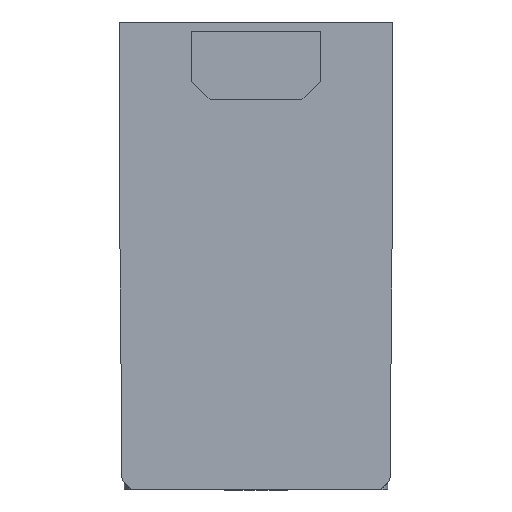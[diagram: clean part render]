
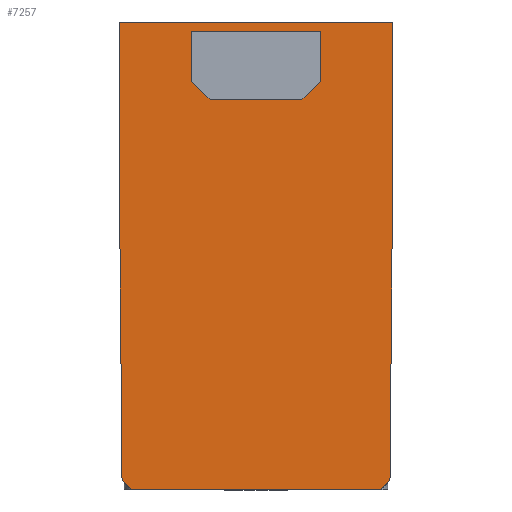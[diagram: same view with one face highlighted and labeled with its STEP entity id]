
A CAD part, left-side view. The second image highlights one B-rep face of the part: STEP entity #7257.
In plain terms, the highlighted planar face has unit normal (-1, 0, 0).
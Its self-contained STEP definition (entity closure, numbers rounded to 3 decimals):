
#151=DIRECTION('',(0.,0.,-1.));
#152=VECTOR('',#151,12.);
#153=CARTESIAN_POINT('',(-15.15,7.325,25.2));
#154=LINE('',#153,#152);
#365=DIRECTION('',(0.,0.,-1.));
#366=VECTOR('',#365,12.);
#367=CARTESIAN_POINT('',(-15.15,-7.325,25.2));
#368=LINE('',#367,#366);
#369=DIRECTION('',(0.,0.009,-1.));
#370=VECTOR('',#369,12.696);
#371=CARTESIAN_POINT('',(-15.15,-7.325,13.2));
#372=LINE('',#371,#370);
#373=DIRECTION('',(0.,0.707,-0.707));
#374=VECTOR('',#373,0.713);
#375=CARTESIAN_POINT('',(-15.15,-7.214,0.504));
#376=LINE('',#375,#374);
#377=DIRECTION('',(0.,0.707,0.707));
#378=VECTOR('',#377,0.713);
#379=CARTESIAN_POINT('',(-15.15,6.71,0.));
#380=LINE('',#379,#378);
#381=DIRECTION('',(0.,0.009,1.));
#382=VECTOR('',#381,12.696);
#383=CARTESIAN_POINT('',(-15.15,7.214,0.504));
#384=LINE('',#383,#382);
#385=DIRECTION('',(0.,-1.,0.));
#386=VECTOR('',#385,14.65);
#387=CARTESIAN_POINT('',(-15.15,7.325,25.2));
#388=LINE('',#387,#386);
#389=DIRECTION('',(0.,1.,0.));
#390=VECTOR('',#389,6.95);
#391=CARTESIAN_POINT('',(-15.15,-3.475,24.7));
#392=LINE('',#391,#390);
#393=DIRECTION('',(0.,0.,-1.));
#394=VECTOR('',#393,2.7);
#395=CARTESIAN_POINT('',(-15.15,3.475,24.7));
#396=LINE('',#395,#394);
#397=DIRECTION('',(0.,-0.707,-0.707));
#398=VECTOR('',#397,1.414);
#399=CARTESIAN_POINT('',(-15.15,3.475,22.));
#400=LINE('',#399,#398);
#401=DIRECTION('',(0.,-1.,0.));
#402=VECTOR('',#401,4.95);
#403=CARTESIAN_POINT('',(-15.15,2.475,21.));
#404=LINE('',#403,#402);
#405=DIRECTION('',(0.,-0.707,0.707));
#406=VECTOR('',#405,1.414);
#407=CARTESIAN_POINT('',(-15.15,-2.475,21.));
#408=LINE('',#407,#406);
#409=DIRECTION('',(0.,0.,1.));
#410=VECTOR('',#409,2.7);
#411=CARTESIAN_POINT('',(-15.15,-3.475,22.));
#412=LINE('',#411,#410);
#4375=DIRECTION('',(0.,-1.,0.));
#4376=VECTOR('',#4375,13.42);
#4377=CARTESIAN_POINT('',(-15.15,6.71,0.));
#4378=LINE('',#4377,#4376);
#5437=CARTESIAN_POINT('',(-15.15,7.325,13.2));
#5438=VERTEX_POINT('',#5437);
#5439=CARTESIAN_POINT('',(-15.15,7.214,0.504));
#5440=VERTEX_POINT('',#5439);
#5527=CARTESIAN_POINT('',(-15.15,7.325,25.2));
#5528=VERTEX_POINT('',#5527);
#5633=CARTESIAN_POINT('',(-15.15,-7.214,0.504));
#5634=VERTEX_POINT('',#5633);
#5635=CARTESIAN_POINT('',(-15.15,-7.325,13.2));
#5636=VERTEX_POINT('',#5635);
#5649=CARTESIAN_POINT('',(-15.15,-7.325,25.2));
#5650=VERTEX_POINT('',#5649);
#5659=CARTESIAN_POINT('',(-15.15,-6.71,0.));
#5660=VERTEX_POINT('',#5659);
#5661=CARTESIAN_POINT('',(-15.15,6.71,0.));
#5662=VERTEX_POINT('',#5661);
#5663=CARTESIAN_POINT('',(-15.15,-3.475,24.7));
#5664=CARTESIAN_POINT('',(-15.15,3.475,24.7));
#5665=VERTEX_POINT('',#5663);
#5666=VERTEX_POINT('',#5664);
#5667=CARTESIAN_POINT('',(-15.15,3.475,22.));
#5668=VERTEX_POINT('',#5667);
#5669=CARTESIAN_POINT('',(-15.15,2.475,21.));
#5670=VERTEX_POINT('',#5669);
#5671=CARTESIAN_POINT('',(-15.15,-2.475,21.));
#5672=VERTEX_POINT('',#5671);
#5673=CARTESIAN_POINT('',(-15.15,-3.475,22.));
#5674=VERTEX_POINT('',#5673);
#7224=CARTESIAN_POINT('',(-15.15,7.325,24.7));
#7225=DIRECTION('',(1.,0.,0.));
#7226=DIRECTION('',(0.,1.,0.));
#7227=AXIS2_PLACEMENT_3D('',#7224,#7225,#7226);
#7228=PLANE('',#7227);
#7229=ORIENTED_EDGE('',*,*,#7197,.T.);
#7230=ORIENTED_EDGE('',*,*,#7090,.T.);
#7232=ORIENTED_EDGE('',*,*,#7231,.T.);
#7234=ORIENTED_EDGE('',*,*,#7233,.F.);
#7236=ORIENTED_EDGE('',*,*,#7235,.T.);
#7237=ORIENTED_EDGE('',*,*,#6674,.T.);
#7238=ORIENTED_EDGE('',*,*,#6872,.F.);
#7240=ORIENTED_EDGE('',*,*,#7239,.T.);
#7241=EDGE_LOOP('',(#7229,#7230,#7232,#7234,#7236,#7237,#7238,#7240));
#7242=FACE_OUTER_BOUND('',#7241,.F.);
#7244=ORIENTED_EDGE('',*,*,#7243,.T.);
#7246=ORIENTED_EDGE('',*,*,#7245,.T.);
#7248=ORIENTED_EDGE('',*,*,#7247,.T.);
#7250=ORIENTED_EDGE('',*,*,#7249,.T.);
#7252=ORIENTED_EDGE('',*,*,#7251,.T.);
#7254=ORIENTED_EDGE('',*,*,#7253,.T.);
#7255=EDGE_LOOP('',(#7244,#7246,#7248,#7250,#7252,#7254));
#7256=FACE_BOUND('',#7255,.F.);
#7257=ADVANCED_FACE('',(#7242,#7256),#7228,.F.);
#6674=EDGE_CURVE('',#5440,#5438,#384,.T.);
#6872=EDGE_CURVE('',#5528,#5438,#154,.T.);
#7090=EDGE_CURVE('',#5636,#5634,#372,.T.);
#7197=EDGE_CURVE('',#5650,#5636,#368,.T.);
#7231=EDGE_CURVE('',#5634,#5660,#376,.T.);
#7233=EDGE_CURVE('',#5662,#5660,#4378,.T.);
#7235=EDGE_CURVE('',#5662,#5440,#380,.T.);
#7239=EDGE_CURVE('',#5528,#5650,#388,.T.);
#7243=EDGE_CURVE('',#5665,#5666,#392,.T.);
#7245=EDGE_CURVE('',#5666,#5668,#396,.T.);
#7247=EDGE_CURVE('',#5668,#5670,#400,.T.);
#7249=EDGE_CURVE('',#5670,#5672,#404,.T.);
#7251=EDGE_CURVE('',#5672,#5674,#408,.T.);
#7253=EDGE_CURVE('',#5674,#5665,#412,.T.);
